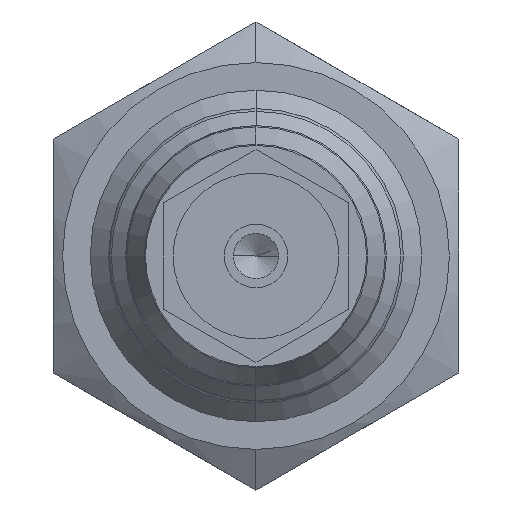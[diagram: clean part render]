
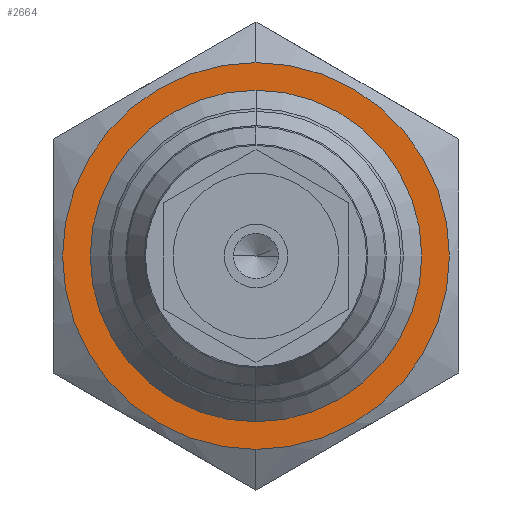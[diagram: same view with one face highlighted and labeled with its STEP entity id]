
A CAD part, left-side view. The second image highlights one B-rep face of the part: STEP entity #2664.
In plain terms, the highlighted planar face has unit normal (-1, 0, 0).
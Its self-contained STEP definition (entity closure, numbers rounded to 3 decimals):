
#74 = VERTEX_POINT ( 'NONE', #1030 ) ;
#196 = ORIENTED_EDGE ( 'NONE', *, *, #3257, .F. ) ;
#432 = EDGE_LOOP ( 'NONE', ( #196, #2086 ) ) ;
#519 = DIRECTION ( 'NONE',  ( -1., 0., 0. ) ) ;
#555 = CARTESIAN_POINT ( 'NONE',  ( 40.5, 0., -10.5 ) ) ;
#564 = FACE_OUTER_BOUND ( 'NONE', #3327, .T. ) ;
#581 = CARTESIAN_POINT ( 'NONE',  ( 40.5, 0., 0. ) ) ;
#1030 = CARTESIAN_POINT ( 'NONE',  ( 40.5, 0., 8.9 ) ) ;
#1074 = VERTEX_POINT ( 'NONE', #1486 ) ;
#1142 = CARTESIAN_POINT ( 'NONE',  ( 40.5, 0., 0. ) ) ;
#1177 = EDGE_CURVE ( 'NONE', #2810, #74, #2417, .T. ) ;
#1385 = VERTEX_POINT ( 'NONE', #555 ) ;
#1486 = CARTESIAN_POINT ( 'NONE',  ( 40.5, 0., 10.5 ) ) ;
#1535 = ORIENTED_EDGE ( 'NONE', *, *, #1560, .T. ) ;
#1548 = AXIS2_PLACEMENT_3D ( 'NONE', #3129, #4503, #2811 ) ;
#1560 = EDGE_CURVE ( 'NONE', #1385, #1074, #3876, .T. ) ;
#1584 = PLANE ( 'NONE',  #1618 ) ;
#1618 = AXIS2_PLACEMENT_3D ( 'NONE', #581, #1993, #2670 ) ;
#1966 = CIRCLE ( 'NONE', #3860, 10.5 ) ;
#1993 = DIRECTION ( 'NONE',  ( -1., 0., 0. ) ) ;
#2086 = ORIENTED_EDGE ( 'NONE', *, *, #1177, .F. ) ;
#2193 = DIRECTION ( 'NONE',  ( 0., 0., 1. ) ) ;
#2417 = CIRCLE ( 'NONE', #4018, 8.9 ) ;
#2521 = DIRECTION ( 'NONE',  ( -1., 0., 0. ) ) ;
#2664 = ADVANCED_FACE ( 'NONE', ( #3738, #564 ), #1584, .T. ) ;
#2670 = DIRECTION ( 'NONE',  ( 0., 0., 1. ) ) ;
#2810 = VERTEX_POINT ( 'NONE', #3074 ) ;
#2811 = DIRECTION ( 'NONE',  ( 0., 0., 1. ) ) ;
#2840 = CARTESIAN_POINT ( 'NONE',  ( 40.5, 0., 0. ) ) ;
#2880 = CARTESIAN_POINT ( 'NONE',  ( 40.5, 0., 0. ) ) ;
#3074 = CARTESIAN_POINT ( 'NONE',  ( 40.5, 0., -8.9 ) ) ;
#3129 = CARTESIAN_POINT ( 'NONE',  ( 40.5, 0., 0. ) ) ;
#3257 = EDGE_CURVE ( 'NONE', #74, #2810, #4242, .T. ) ;
#3327 = EDGE_LOOP ( 'NONE', ( #1535, #3453 ) ) ;
#3453 = ORIENTED_EDGE ( 'NONE', *, *, #4103, .T. ) ;
#3656 = DIRECTION ( 'NONE',  ( 0., 0., 1. ) ) ;
#3738 = FACE_BOUND ( 'NONE', #432, .T. ) ;
#3744 = AXIS2_PLACEMENT_3D ( 'NONE', #2880, #519, #3656 ) ;
#3860 = AXIS2_PLACEMENT_3D ( 'NONE', #1142, #4290, #2193 ) ;
#3876 = CIRCLE ( 'NONE', #1548, 10.5 ) ;
#3904 = DIRECTION ( 'NONE',  ( 0., 0., 1. ) ) ;
#4018 = AXIS2_PLACEMENT_3D ( 'NONE', #2840, #2521, #3904 ) ;
#4103 = EDGE_CURVE ( 'NONE', #1074, #1385, #1966, .T. ) ;
#4242 = CIRCLE ( 'NONE', #3744, 8.9 ) ;
#4290 = DIRECTION ( 'NONE',  ( -1., 0., 0. ) ) ;
#4503 = DIRECTION ( 'NONE',  ( -1., 0., 0. ) ) ;
